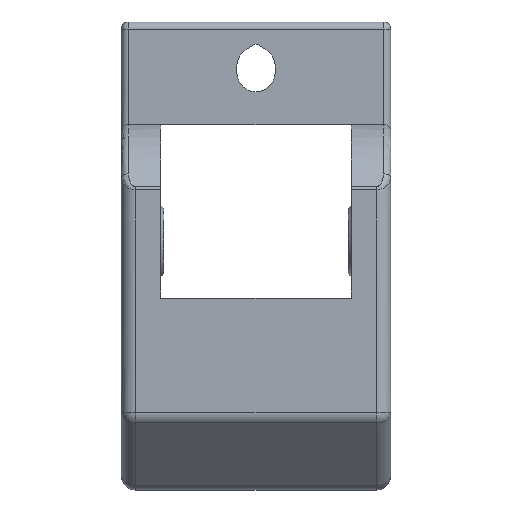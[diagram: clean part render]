
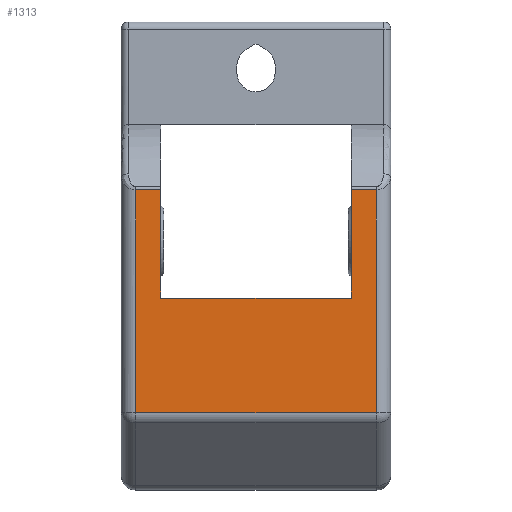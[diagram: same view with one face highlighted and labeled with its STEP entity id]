
A CAD part, left-side view. The second image highlights one B-rep face of the part: STEP entity #1313.
In plain terms, the highlighted planar face has unit normal (-1, 0, 0).
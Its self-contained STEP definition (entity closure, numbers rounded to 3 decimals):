
#271 = PLANE('',#272);
#272 = AXIS2_PLACEMENT_3D('',#273,#274,#275);
#273 = CARTESIAN_POINT('',(13.,-10.65,30.95));
#274 = DIRECTION('',(0.,-1.,0.));
#275 = DIRECTION('',(1.,0.,0.));
#1045 = VERTEX_POINT('',#1046);
#1046 = CARTESIAN_POINT('',(4.05,-10.65,26.163));
#1060 = PLANE('',#1061);
#1061 = AXIS2_PLACEMENT_3D('',#1062,#1063,#1064);
#1062 = CARTESIAN_POINT('',(4.22,0.,26.163));
#1063 = DIRECTION('',(0.,0.,-1.));
#1064 = DIRECTION('',(0.,-1.,0.));
#1072 = EDGE_CURVE('',#1073,#1045,#1075,.T.);
#1073 = VERTEX_POINT('',#1074);
#1074 = CARTESIAN_POINT('',(4.05,-10.65,35.267));
#1075 = SURFACE_CURVE('',#1076,(#1080,#1087),.PCURVE_S1.);
#1076 = LINE('',#1077,#1078);
#1077 = CARTESIAN_POINT('',(4.05,-10.65,16.377));
#1078 = VECTOR('',#1079,1.);
#1079 = DIRECTION('',(0.,0.,-1.));
#1080 = PCURVE('',#271,#1081);
#1081 = DEFINITIONAL_REPRESENTATION('',(#1082),#1086);
#1082 = LINE('',#1083,#1084);
#1083 = CARTESIAN_POINT('',(-8.95,-14.573));
#1084 = VECTOR('',#1085,1.);
#1085 = DIRECTION('',(0.,-1.));
#1086 = ( GEOMETRIC_REPRESENTATION_CONTEXT(2) 
PARAMETRIC_REPRESENTATION_CONTEXT() REPRESENTATION_CONTEXT('2D SPACE',''
  ) );
#1087 = PCURVE('',#1088,#1093);
#1088 = PLANE('',#1089);
#1089 = AXIS2_PLACEMENT_3D('',#1090,#1091,#1092);
#1090 = CARTESIAN_POINT('',(4.05,0.,16.377));
#1091 = DIRECTION('',(-1.,0.,0.));
#1092 = DIRECTION('',(0.,0.,1.));
#1093 = DEFINITIONAL_REPRESENTATION('',(#1094),#1098);
#1094 = LINE('',#1095,#1096);
#1095 = CARTESIAN_POINT('',(0.,-10.65));
#1096 = VECTOR('',#1097,1.);
#1097 = DIRECTION('',(-1.,0.));
#1098 = ( GEOMETRIC_REPRESENTATION_CONTEXT(2) 
PARAMETRIC_REPRESENTATION_CONTEXT() REPRESENTATION_CONTEXT('2D SPACE',''
  ) );
#1115 = CYLINDRICAL_SURFACE('',#1116,0.6);
#1116 = AXIS2_PLACEMENT_3D('',#1117,#1118,#1119);
#1117 = CARTESIAN_POINT('',(4.65,3.446,
    35.267));
#1118 = DIRECTION('',(0.,-1.,0.));
#1119 = DIRECTION('',(0.,0.,1.));
#1254 = PLANE('',#1255);
#1255 = AXIS2_PLACEMENT_3D('',#1256,#1257,#1258);
#1256 = CARTESIAN_POINT('',(13.,5.35,30.95));
#1257 = DIRECTION('',(-0.,1.,0.));
#1258 = DIRECTION('',(1.,0.,0.));
#1313 = ADVANCED_FACE('',(#1314),#1088,.T.);
#1314 = FACE_BOUND('',#1315,.T.);
#1315 = EDGE_LOOP('',(#1316,#1346,#1374,#1395,#1396,#1419,#1442,#1470));
#1316 = ORIENTED_EDGE('',*,*,#1317,.T.);
#1317 = EDGE_CURVE('',#1318,#1320,#1322,.T.);
#1318 = VERTEX_POINT('',#1319);
#1319 = CARTESIAN_POINT('',(4.05,7.493,16.497));
#1320 = VERTEX_POINT('',#1321);
#1321 = CARTESIAN_POINT('',(4.05,-12.793,16.497));
#1322 = SURFACE_CURVE('',#1323,(#1327,#1334),.PCURVE_S1.);
#1323 = LINE('',#1324,#1325);
#1324 = CARTESIAN_POINT('',(4.05,0.,16.497));
#1325 = VECTOR('',#1326,1.);
#1326 = DIRECTION('',(-0.,-1.,-0.));
#1327 = PCURVE('',#1088,#1328);
#1328 = DEFINITIONAL_REPRESENTATION('',(#1329),#1333);
#1329 = LINE('',#1330,#1331);
#1330 = CARTESIAN_POINT('',(0.12,0.));
#1331 = VECTOR('',#1332,1.);
#1332 = DIRECTION('',(0.,-1.));
#1333 = ( GEOMETRIC_REPRESENTATION_CONTEXT(2) 
PARAMETRIC_REPRESENTATION_CONTEXT() REPRESENTATION_CONTEXT('2D SPACE',''
  ) );
#1334 = PCURVE('',#1335,#1340);
#1335 = CYLINDRICAL_SURFACE('',#1336,1.2);
#1336 = AXIS2_PLACEMENT_3D('',#1337,#1338,#1339);
#1337 = CARTESIAN_POINT('',(5.25,0.,16.497));
#1338 = DIRECTION('',(0.,1.,0.));
#1339 = DIRECTION('',(0.,-0.,1.));
#1340 = DEFINITIONAL_REPRESENTATION('',(#1341),#1345);
#1341 = LINE('',#1342,#1343);
#1342 = CARTESIAN_POINT('',(4.712,0.));
#1343 = VECTOR('',#1344,1.);
#1344 = DIRECTION('',(0.,-1.));
#1345 = ( GEOMETRIC_REPRESENTATION_CONTEXT(2) 
PARAMETRIC_REPRESENTATION_CONTEXT() REPRESENTATION_CONTEXT('2D SPACE',''
  ) );
#1346 = ORIENTED_EDGE('',*,*,#1347,.F.);
#1347 = EDGE_CURVE('',#1348,#1320,#1350,.T.);
#1348 = VERTEX_POINT('',#1349);
#1349 = CARTESIAN_POINT('',(4.05,-12.793,35.267));
#1350 = SURFACE_CURVE('',#1351,(#1355,#1362),.PCURVE_S1.);
#1351 = LINE('',#1352,#1353);
#1352 = CARTESIAN_POINT('',(4.05,-12.793,32.888));
#1353 = VECTOR('',#1354,1.);
#1354 = DIRECTION('',(0.,-0.,-1.));
#1355 = PCURVE('',#1088,#1356);
#1356 = DEFINITIONAL_REPRESENTATION('',(#1357),#1361);
#1357 = LINE('',#1358,#1359);
#1358 = CARTESIAN_POINT('',(16.512,-12.793));
#1359 = VECTOR('',#1360,1.);
#1360 = DIRECTION('',(-1.,0.));
#1361 = ( GEOMETRIC_REPRESENTATION_CONTEXT(2) 
PARAMETRIC_REPRESENTATION_CONTEXT() REPRESENTATION_CONTEXT('2D SPACE',''
  ) );
#1362 = PCURVE('',#1363,#1368);
#1363 = CYLINDRICAL_SURFACE('',#1364,1.2);
#1364 = AXIS2_PLACEMENT_3D('',#1365,#1366,#1367);
#1365 = CARTESIAN_POINT('',(5.25,-12.793,24.7));
#1366 = DIRECTION('',(0.,0.,1.));
#1367 = DIRECTION('',(1.,0.,0.));
#1368 = DEFINITIONAL_REPRESENTATION('',(#1369),#1373);
#1369 = LINE('',#1370,#1371);
#1370 = CARTESIAN_POINT('',(3.142,8.188));
#1371 = VECTOR('',#1372,1.);
#1372 = DIRECTION('',(0.,-1.));
#1373 = ( GEOMETRIC_REPRESENTATION_CONTEXT(2) 
PARAMETRIC_REPRESENTATION_CONTEXT() REPRESENTATION_CONTEXT('2D SPACE',''
  ) );
#1374 = ORIENTED_EDGE('',*,*,#1375,.F.);
#1375 = EDGE_CURVE('',#1073,#1348,#1376,.T.);
#1376 = SURFACE_CURVE('',#1377,(#1381,#1388),.PCURVE_S1.);
#1377 = LINE('',#1378,#1379);
#1378 = CARTESIAN_POINT('',(4.05,-5.3,35.267));
#1379 = VECTOR('',#1380,1.);
#1380 = DIRECTION('',(0.,-1.,0.));
#1381 = PCURVE('',#1088,#1382);
#1382 = DEFINITIONAL_REPRESENTATION('',(#1383),#1387);
#1383 = LINE('',#1384,#1385);
#1384 = CARTESIAN_POINT('',(18.89,-5.3));
#1385 = VECTOR('',#1386,1.);
#1386 = DIRECTION('',(0.,-1.));
#1387 = ( GEOMETRIC_REPRESENTATION_CONTEXT(2) 
PARAMETRIC_REPRESENTATION_CONTEXT() REPRESENTATION_CONTEXT('2D SPACE',''
  ) );
#1388 = PCURVE('',#1115,#1389);
#1389 = DEFINITIONAL_REPRESENTATION('',(#1390),#1394);
#1390 = LINE('',#1391,#1392);
#1391 = CARTESIAN_POINT('',(1.571,8.746));
#1392 = VECTOR('',#1393,1.);
#1393 = DIRECTION('',(0.,1.));
#1394 = ( GEOMETRIC_REPRESENTATION_CONTEXT(2) 
PARAMETRIC_REPRESENTATION_CONTEXT() REPRESENTATION_CONTEXT('2D SPACE',''
  ) );
#1395 = ORIENTED_EDGE('',*,*,#1072,.T.);
#1396 = ORIENTED_EDGE('',*,*,#1397,.F.);
#1397 = EDGE_CURVE('',#1398,#1045,#1400,.T.);
#1398 = VERTEX_POINT('',#1399);
#1399 = CARTESIAN_POINT('',(4.05,5.35,26.163));
#1400 = SURFACE_CURVE('',#1401,(#1405,#1412),.PCURVE_S1.);
#1401 = LINE('',#1402,#1403);
#1402 = CARTESIAN_POINT('',(4.05,0.,26.163));
#1403 = VECTOR('',#1404,1.);
#1404 = DIRECTION('',(0.,-1.,0.));
#1405 = PCURVE('',#1088,#1406);
#1406 = DEFINITIONAL_REPRESENTATION('',(#1407),#1411);
#1407 = LINE('',#1408,#1409);
#1408 = CARTESIAN_POINT('',(9.787,0.));
#1409 = VECTOR('',#1410,1.);
#1410 = DIRECTION('',(0.,-1.));
#1411 = ( GEOMETRIC_REPRESENTATION_CONTEXT(2) 
PARAMETRIC_REPRESENTATION_CONTEXT() REPRESENTATION_CONTEXT('2D SPACE',''
  ) );
#1412 = PCURVE('',#1060,#1413);
#1413 = DEFINITIONAL_REPRESENTATION('',(#1414),#1418);
#1414 = LINE('',#1415,#1416);
#1415 = CARTESIAN_POINT('',(-0.,0.17));
#1416 = VECTOR('',#1417,1.);
#1417 = DIRECTION('',(1.,0.));
#1418 = ( GEOMETRIC_REPRESENTATION_CONTEXT(2) 
PARAMETRIC_REPRESENTATION_CONTEXT() REPRESENTATION_CONTEXT('2D SPACE',''
  ) );
#1419 = ORIENTED_EDGE('',*,*,#1420,.F.);
#1420 = EDGE_CURVE('',#1421,#1398,#1423,.T.);
#1421 = VERTEX_POINT('',#1422);
#1422 = CARTESIAN_POINT('',(4.05,5.35,35.267));
#1423 = SURFACE_CURVE('',#1424,(#1428,#1435),.PCURVE_S1.);
#1424 = LINE('',#1425,#1426);
#1425 = CARTESIAN_POINT('',(4.05,5.35,16.377));
#1426 = VECTOR('',#1427,1.);
#1427 = DIRECTION('',(0.,0.,-1.));
#1428 = PCURVE('',#1088,#1429);
#1429 = DEFINITIONAL_REPRESENTATION('',(#1430),#1434);
#1430 = LINE('',#1431,#1432);
#1431 = CARTESIAN_POINT('',(0.,5.35));
#1432 = VECTOR('',#1433,1.);
#1433 = DIRECTION('',(-1.,0.));
#1434 = ( GEOMETRIC_REPRESENTATION_CONTEXT(2) 
PARAMETRIC_REPRESENTATION_CONTEXT() REPRESENTATION_CONTEXT('2D SPACE',''
  ) );
#1435 = PCURVE('',#1254,#1436);
#1436 = DEFINITIONAL_REPRESENTATION('',(#1437),#1441);
#1437 = LINE('',#1438,#1439);
#1438 = CARTESIAN_POINT('',(-8.95,14.573));
#1439 = VECTOR('',#1440,1.);
#1440 = DIRECTION('',(0.,1.));
#1441 = ( GEOMETRIC_REPRESENTATION_CONTEXT(2) 
PARAMETRIC_REPRESENTATION_CONTEXT() REPRESENTATION_CONTEXT('2D SPACE',''
  ) );
#1442 = ORIENTED_EDGE('',*,*,#1443,.T.);
#1443 = EDGE_CURVE('',#1421,#1444,#1446,.T.);
#1444 = VERTEX_POINT('',#1445);
#1445 = CARTESIAN_POINT('',(4.05,7.493,35.267));
#1446 = SURFACE_CURVE('',#1447,(#1451,#1458),.PCURVE_S1.);
#1447 = LINE('',#1448,#1449);
#1448 = CARTESIAN_POINT('',(4.05,0.,35.267));
#1449 = VECTOR('',#1450,1.);
#1450 = DIRECTION('',(0.,1.,0.));
#1451 = PCURVE('',#1088,#1452);
#1452 = DEFINITIONAL_REPRESENTATION('',(#1453),#1457);
#1453 = LINE('',#1454,#1455);
#1454 = CARTESIAN_POINT('',(18.89,0.));
#1455 = VECTOR('',#1456,1.);
#1456 = DIRECTION('',(0.,1.));
#1457 = ( GEOMETRIC_REPRESENTATION_CONTEXT(2) 
PARAMETRIC_REPRESENTATION_CONTEXT() REPRESENTATION_CONTEXT('2D SPACE',''
  ) );
#1458 = PCURVE('',#1459,#1464);
#1459 = CYLINDRICAL_SURFACE('',#1460,0.6);
#1460 = AXIS2_PLACEMENT_3D('',#1461,#1462,#1463);
#1461 = CARTESIAN_POINT('',(4.65,-8.746,
    35.267));
#1462 = DIRECTION('',(-0.,1.,-0.));
#1463 = DIRECTION('',(0.,0.,1.));
#1464 = DEFINITIONAL_REPRESENTATION('',(#1465),#1469);
#1465 = LINE('',#1466,#1467);
#1466 = CARTESIAN_POINT('',(4.712,8.746));
#1467 = VECTOR('',#1468,1.);
#1468 = DIRECTION('',(0.,1.));
#1469 = ( GEOMETRIC_REPRESENTATION_CONTEXT(2) 
PARAMETRIC_REPRESENTATION_CONTEXT() REPRESENTATION_CONTEXT('2D SPACE',''
  ) );
#1470 = ORIENTED_EDGE('',*,*,#1471,.T.);
#1471 = EDGE_CURVE('',#1444,#1318,#1472,.T.);
#1472 = SURFACE_CURVE('',#1473,(#1477,#1484),.PCURVE_S1.);
#1473 = LINE('',#1474,#1475);
#1474 = CARTESIAN_POINT('',(4.05,7.493,32.888));
#1475 = VECTOR('',#1476,1.);
#1476 = DIRECTION('',(0.,-0.,-1.));
#1477 = PCURVE('',#1088,#1478);
#1478 = DEFINITIONAL_REPRESENTATION('',(#1479),#1483);
#1479 = LINE('',#1480,#1481);
#1480 = CARTESIAN_POINT('',(16.512,7.493));
#1481 = VECTOR('',#1482,1.);
#1482 = DIRECTION('',(-1.,0.));
#1483 = ( GEOMETRIC_REPRESENTATION_CONTEXT(2) 
PARAMETRIC_REPRESENTATION_CONTEXT() REPRESENTATION_CONTEXT('2D SPACE',''
  ) );
#1484 = PCURVE('',#1485,#1490);
#1485 = CYLINDRICAL_SURFACE('',#1486,1.2);
#1486 = AXIS2_PLACEMENT_3D('',#1487,#1488,#1489);
#1487 = CARTESIAN_POINT('',(5.25,7.493,24.7));
#1488 = DIRECTION('',(0.,0.,1.));
#1489 = DIRECTION('',(1.,0.,0.));
#1490 = DEFINITIONAL_REPRESENTATION('',(#1491),#1495);
#1491 = LINE('',#1492,#1493);
#1492 = CARTESIAN_POINT('',(3.142,8.188));
#1493 = VECTOR('',#1494,1.);
#1494 = DIRECTION('',(0.,-1.));
#1495 = ( GEOMETRIC_REPRESENTATION_CONTEXT(2) 
PARAMETRIC_REPRESENTATION_CONTEXT() REPRESENTATION_CONTEXT('2D SPACE',''
  ) );
